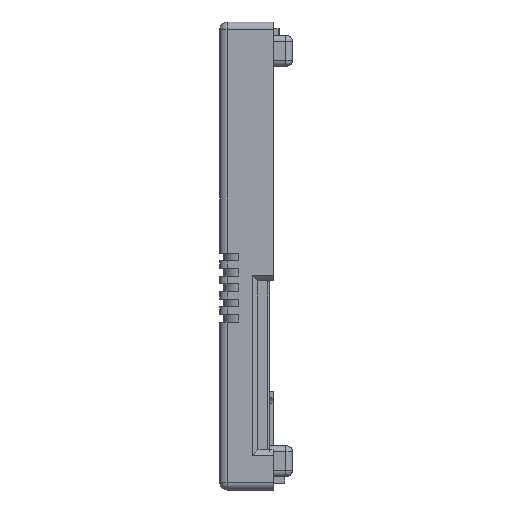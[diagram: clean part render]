
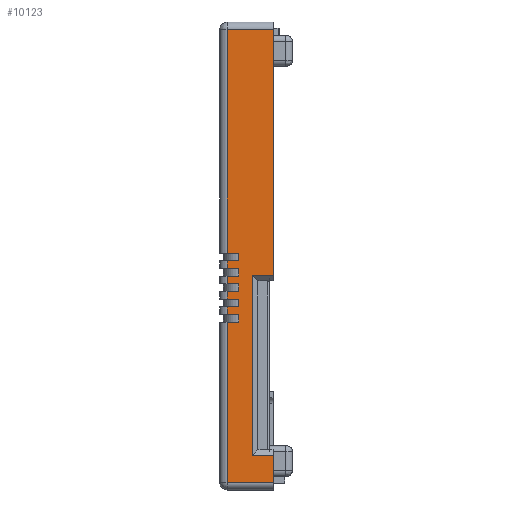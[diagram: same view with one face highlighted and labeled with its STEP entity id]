
A CAD part, left-side view. The second image highlights one B-rep face of the part: STEP entity #10123.
In plain terms, the highlighted planar face has unit normal (-1, 0, 0).
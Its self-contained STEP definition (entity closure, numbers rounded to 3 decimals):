
#880=FACE_OUTER_BOUND('',#1461,.T.);
#1461=EDGE_LOOP('',(#7716,#7717,#7718,#7719,#7720,#7721,#7722,#7723,#7724,
#7725,#7726,#7727,#7728,#7729,#7730,#7731,#7732,#7733,#7734,#7735,#7736,
#7737,#7738,#7739,#7740,#7741,#7742,#7743));
#2210=LINE('',#15125,#3316);
#2342=LINE('',#15607,#3448);
#2343=LINE('',#15610,#3449);
#2344=LINE('',#15612,#3450);
#2345=LINE('',#15614,#3451);
#2346=LINE('',#15616,#3452);
#2347=LINE('',#15618,#3453);
#2348=LINE('',#15620,#3454);
#2349=LINE('',#15622,#3455);
#2350=LINE('',#15624,#3456);
#2351=LINE('',#15626,#3457);
#2352=LINE('',#15628,#3458);
#2353=LINE('',#15630,#3459);
#2354=LINE('',#15632,#3460);
#2355=LINE('',#15634,#3461);
#2356=LINE('',#15636,#3462);
#2357=LINE('',#15638,#3463);
#2358=LINE('',#15640,#3464);
#2359=LINE('',#15642,#3465);
#2360=LINE('',#15644,#3466);
#2361=LINE('',#15646,#3467);
#2362=LINE('',#15648,#3468);
#2363=LINE('',#15650,#3469);
#2364=LINE('',#15652,#3470);
#2365=LINE('',#15654,#3471);
#2366=LINE('',#15655,#3472);
#2367=LINE('',#15657,#3473);
#2368=LINE('',#15658,#3474);
#3316=VECTOR('',#12108,10.);
#3448=VECTOR('',#12616,4.);
#3449=VECTOR('',#12619,10.);
#3450=VECTOR('',#12620,10.);
#3451=VECTOR('',#12621,10.);
#3452=VECTOR('',#12622,10.);
#3453=VECTOR('',#12623,4.);
#3454=VECTOR('',#12624,10.);
#3455=VECTOR('',#12625,10.);
#3456=VECTOR('',#12626,10.);
#3457=VECTOR('',#12627,4.);
#3458=VECTOR('',#12628,10.);
#3459=VECTOR('',#12629,10.);
#3460=VECTOR('',#12630,10.);
#3461=VECTOR('',#12631,4.);
#3462=VECTOR('',#12632,10.);
#3463=VECTOR('',#12633,10.);
#3464=VECTOR('',#12634,10.);
#3465=VECTOR('',#12635,4.);
#3466=VECTOR('',#12636,10.);
#3467=VECTOR('',#12637,10.);
#3468=VECTOR('',#12638,10.);
#3469=VECTOR('',#12639,10.);
#3470=VECTOR('',#12640,10.);
#3471=VECTOR('',#12641,10.);
#3472=VECTOR('',#12642,10.);
#3473=VECTOR('',#12643,10.);
#3474=VECTOR('',#12644,10.);
#4377=VERTEX_POINT('',#15122);
#4378=VERTEX_POINT('',#15124);
#4525=VERTEX_POINT('',#15600);
#4528=VERTEX_POINT('',#15605);
#4529=VERTEX_POINT('',#15609);
#4530=VERTEX_POINT('',#15611);
#4531=VERTEX_POINT('',#15613);
#4532=VERTEX_POINT('',#15615);
#4533=VERTEX_POINT('',#15617);
#4534=VERTEX_POINT('',#15619);
#4535=VERTEX_POINT('',#15621);
#4536=VERTEX_POINT('',#15623);
#4537=VERTEX_POINT('',#15625);
#4538=VERTEX_POINT('',#15627);
#4539=VERTEX_POINT('',#15629);
#4540=VERTEX_POINT('',#15631);
#4541=VERTEX_POINT('',#15633);
#4542=VERTEX_POINT('',#15635);
#4543=VERTEX_POINT('',#15637);
#4544=VERTEX_POINT('',#15639);
#4545=VERTEX_POINT('',#15641);
#4546=VERTEX_POINT('',#15643);
#4547=VERTEX_POINT('',#15645);
#4548=VERTEX_POINT('',#15647);
#4549=VERTEX_POINT('',#15649);
#4550=VERTEX_POINT('',#15651);
#4551=VERTEX_POINT('',#15653);
#4552=VERTEX_POINT('',#15656);
#5452=EDGE_CURVE('',#4377,#4378,#2210,.T.);
#5690=EDGE_CURVE('',#4528,#4525,#2342,.T.);
#5691=EDGE_CURVE('',#4525,#4529,#2343,.T.);
#5692=EDGE_CURVE('',#4530,#4528,#2344,.T.);
#5693=EDGE_CURVE('',#4531,#4530,#2345,.T.);
#5694=EDGE_CURVE('',#4532,#4531,#2346,.T.);
#5695=EDGE_CURVE('',#4533,#4532,#2347,.T.);
#5696=EDGE_CURVE('',#4534,#4533,#2348,.T.);
#5697=EDGE_CURVE('',#4535,#4534,#2349,.T.);
#5698=EDGE_CURVE('',#4536,#4535,#2350,.T.);
#5699=EDGE_CURVE('',#4537,#4536,#2351,.T.);
#5700=EDGE_CURVE('',#4538,#4537,#2352,.T.);
#5701=EDGE_CURVE('',#4539,#4538,#2353,.T.);
#5702=EDGE_CURVE('',#4540,#4539,#2354,.T.);
#5703=EDGE_CURVE('',#4541,#4540,#2355,.T.);
#5704=EDGE_CURVE('',#4542,#4541,#2356,.T.);
#5705=EDGE_CURVE('',#4543,#4542,#2357,.T.);
#5706=EDGE_CURVE('',#4544,#4543,#2358,.T.);
#5707=EDGE_CURVE('',#4545,#4544,#2359,.T.);
#5708=EDGE_CURVE('',#4546,#4545,#2360,.T.);
#5709=EDGE_CURVE('',#4547,#4546,#2361,.T.);
#5710=EDGE_CURVE('',#4548,#4547,#2362,.T.);
#5711=EDGE_CURVE('',#4549,#4548,#2363,.T.);
#5712=EDGE_CURVE('',#4549,#4550,#2364,.T.);
#5713=EDGE_CURVE('',#4551,#4550,#2365,.T.);
#5714=EDGE_CURVE('',#4378,#4551,#2366,.T.);
#5715=EDGE_CURVE('',#4552,#4377,#2367,.T.);
#5716=EDGE_CURVE('',#4529,#4552,#2368,.T.);
#7716=ORIENTED_EDGE('',*,*,#5691,.F.);
#7717=ORIENTED_EDGE('',*,*,#5690,.F.);
#7718=ORIENTED_EDGE('',*,*,#5692,.F.);
#7719=ORIENTED_EDGE('',*,*,#5693,.F.);
#7720=ORIENTED_EDGE('',*,*,#5694,.F.);
#7721=ORIENTED_EDGE('',*,*,#5695,.F.);
#7722=ORIENTED_EDGE('',*,*,#5696,.F.);
#7723=ORIENTED_EDGE('',*,*,#5697,.F.);
#7724=ORIENTED_EDGE('',*,*,#5698,.F.);
#7725=ORIENTED_EDGE('',*,*,#5699,.F.);
#7726=ORIENTED_EDGE('',*,*,#5700,.F.);
#7727=ORIENTED_EDGE('',*,*,#5701,.F.);
#7728=ORIENTED_EDGE('',*,*,#5702,.F.);
#7729=ORIENTED_EDGE('',*,*,#5703,.F.);
#7730=ORIENTED_EDGE('',*,*,#5704,.F.);
#7731=ORIENTED_EDGE('',*,*,#5705,.F.);
#7732=ORIENTED_EDGE('',*,*,#5706,.F.);
#7733=ORIENTED_EDGE('',*,*,#5707,.F.);
#7734=ORIENTED_EDGE('',*,*,#5708,.F.);
#7735=ORIENTED_EDGE('',*,*,#5709,.F.);
#7736=ORIENTED_EDGE('',*,*,#5710,.F.);
#7737=ORIENTED_EDGE('',*,*,#5711,.F.);
#7738=ORIENTED_EDGE('',*,*,#5712,.T.);
#7739=ORIENTED_EDGE('',*,*,#5713,.F.);
#7740=ORIENTED_EDGE('',*,*,#5714,.F.);
#7741=ORIENTED_EDGE('',*,*,#5452,.F.);
#7742=ORIENTED_EDGE('',*,*,#5715,.F.);
#7743=ORIENTED_EDGE('',*,*,#5716,.F.);
#9716=PLANE('',#10869);
#10123=ADVANCED_FACE('',(#880),#9716,.T.);
#10869=AXIS2_PLACEMENT_3D('',#15608,#12617,#12618);
#12108=DIRECTION('',(0.,0.,-1.));
#12616=DIRECTION('',(0.,0.,1.));
#12617=DIRECTION('center_axis',(-1.,0.,0.));
#12618=DIRECTION('ref_axis',(0.,0.,1.));
#12619=DIRECTION('',(0.,1.,0.));
#12620=DIRECTION('',(0.,-1.,0.));
#12621=DIRECTION('',(0.,0.,1.));
#12622=DIRECTION('',(0.,1.,0.));
#12623=DIRECTION('',(0.,0.,1.));
#12624=DIRECTION('',(0.,-1.,0.));
#12625=DIRECTION('',(0.,0.,1.));
#12626=DIRECTION('',(0.,1.,0.));
#12627=DIRECTION('',(0.,0.,1.));
#12628=DIRECTION('',(0.,-1.,0.));
#12629=DIRECTION('',(0.,0.,1.));
#12630=DIRECTION('',(0.,1.,0.));
#12631=DIRECTION('',(0.,0.,1.));
#12632=DIRECTION('',(0.,-1.,0.));
#12633=DIRECTION('',(0.,0.,1.));
#12634=DIRECTION('',(0.,1.,0.));
#12635=DIRECTION('',(0.,0.,1.));
#12636=DIRECTION('',(0.,-1.,0.));
#12637=DIRECTION('',(0.,0.,1.));
#12638=DIRECTION('',(0.,1.,0.));
#12639=DIRECTION('',(0.,0.,-1.));
#12640=DIRECTION('',(0.,1.,0.));
#12641=DIRECTION('',(0.,0.,-1.));
#12642=DIRECTION('',(0.,1.,0.));
#12643=DIRECTION('',(0.,-1.,0.));
#12644=DIRECTION('',(0.,0.,1.));
#15122=CARTESIAN_POINT('',(-92.266,6.84,50.211));
#15124=CARTESIAN_POINT('',(-92.266,6.84,-13.789));
#15125=CARTESIAN_POINT('',(-92.266,6.84,-13.789));
#15600=CARTESIAN_POINT('',(-92.266,15.84,-8.034));
#15605=CARTESIAN_POINT('',(-92.266,15.84,-10.034));
#15607=CARTESIAN_POINT('',(-92.266,15.84,-67.789));
#15608=CARTESIAN_POINT('Origin',(-92.266,7.84,-67.789));
#15609=CARTESIAN_POINT('',(-92.266,18.84,-8.034));
#15610=CARTESIAN_POINT('',(-92.266,14.34,-8.034));
#15611=CARTESIAN_POINT('',(-92.266,18.84,-10.034));
#15612=CARTESIAN_POINT('',(-92.266,14.34,-10.034));
#15613=CARTESIAN_POINT('',(-92.266,18.84,-12.034));
#15614=CARTESIAN_POINT('',(-92.266,18.84,-14.238));
#15615=CARTESIAN_POINT('',(-92.266,15.84,-12.034));
#15616=CARTESIAN_POINT('',(-92.266,14.34,-12.034));
#15617=CARTESIAN_POINT('',(-92.266,15.84,-14.034));
#15618=CARTESIAN_POINT('',(-92.266,15.84,-67.789));
#15619=CARTESIAN_POINT('',(-92.266,18.84,-14.034));
#15620=CARTESIAN_POINT('',(-92.266,14.34,-14.034));
#15621=CARTESIAN_POINT('',(-92.266,18.84,-16.034));
#15622=CARTESIAN_POINT('',(-92.266,18.84,-14.238));
#15623=CARTESIAN_POINT('',(-92.266,15.84,-16.034));
#15624=CARTESIAN_POINT('',(-92.266,14.34,-16.034));
#15625=CARTESIAN_POINT('',(-92.266,15.84,-18.034));
#15626=CARTESIAN_POINT('',(-92.266,15.84,-67.789));
#15627=CARTESIAN_POINT('',(-92.266,18.84,-18.034));
#15628=CARTESIAN_POINT('',(-92.266,14.34,-18.034));
#15629=CARTESIAN_POINT('',(-92.266,18.84,-20.034));
#15630=CARTESIAN_POINT('',(-92.266,18.84,-14.238));
#15631=CARTESIAN_POINT('',(-92.266,15.84,-20.034));
#15632=CARTESIAN_POINT('',(-92.266,14.34,-20.034));
#15633=CARTESIAN_POINT('',(-92.266,15.84,-22.034));
#15634=CARTESIAN_POINT('',(-92.266,15.84,-67.789));
#15635=CARTESIAN_POINT('',(-92.266,18.84,-22.034));
#15636=CARTESIAN_POINT('',(-92.266,14.34,-22.034));
#15637=CARTESIAN_POINT('',(-92.266,18.84,-24.034));
#15638=CARTESIAN_POINT('',(-92.266,18.84,-14.238));
#15639=CARTESIAN_POINT('',(-92.266,15.84,-24.034));
#15640=CARTESIAN_POINT('',(-92.266,14.34,-24.034));
#15641=CARTESIAN_POINT('',(-92.266,15.84,-26.034));
#15642=CARTESIAN_POINT('',(-92.266,15.84,-67.789));
#15643=CARTESIAN_POINT('',(-92.266,18.84,-26.034));
#15644=CARTESIAN_POINT('',(-92.266,14.34,-26.034));
#15645=CARTESIAN_POINT('',(-92.266,18.84,-67.789));
#15646=CARTESIAN_POINT('',(-92.266,18.84,-14.238));
#15647=CARTESIAN_POINT('',(-92.266,6.84,-67.789));
#15648=CARTESIAN_POINT('',(-92.266,7.84,-67.789));
#15649=CARTESIAN_POINT('',(-92.266,6.84,-60.789));
#15650=CARTESIAN_POINT('',(-92.266,6.84,-67.789));
#15651=CARTESIAN_POINT('',(-92.266,12.34,-60.789));
#15652=CARTESIAN_POINT('',(-92.266,11.34,-60.789));
#15653=CARTESIAN_POINT('',(-92.266,12.34,-13.789));
#15654=CARTESIAN_POINT('',(-92.266,12.34,-20.687));
#15655=CARTESIAN_POINT('',(-92.266,7.84,-13.789));
#15656=CARTESIAN_POINT('',(-92.266,18.84,50.211));
#15657=CARTESIAN_POINT('',(-92.266,7.84,50.211));
#15658=CARTESIAN_POINT('',(-92.266,18.84,-14.238));
